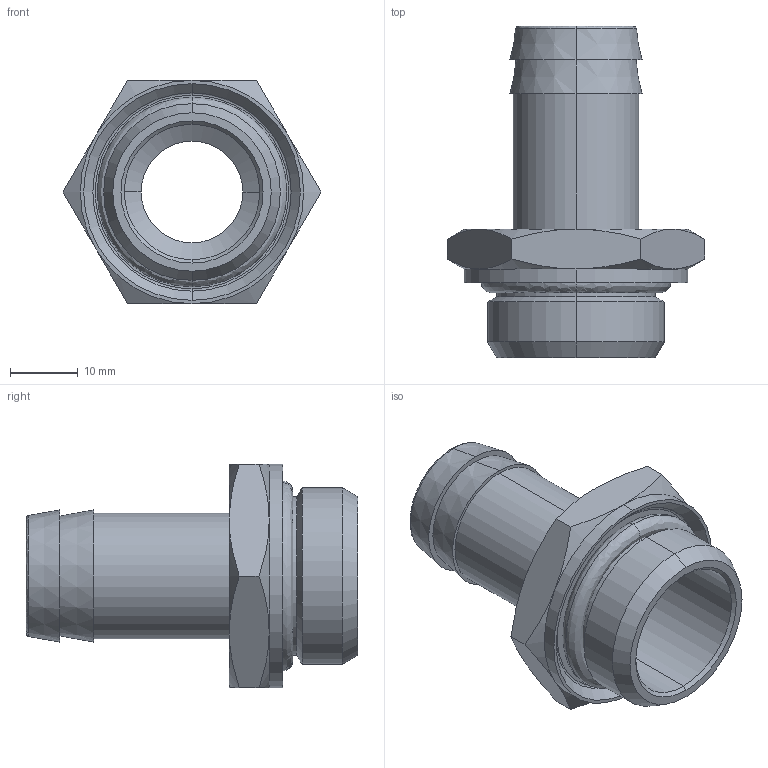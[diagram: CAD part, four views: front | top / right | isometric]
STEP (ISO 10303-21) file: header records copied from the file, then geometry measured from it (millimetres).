
FILE_DESCRIPTION (( 'STEP AP214' ), '1' );
FILE_NAME ('DRF.SP05-19_OR.STEP', '2018-09-03T13:08:38', ( '' ), ( '' ), 'SwSTEP 2.0', 'SolidWorks 2018', '' );
FILE_SCHEMA (( 'AUTOMOTIVE_DESIGN' ));
Length unit declared in the file: millimetre
Products named in the file (1): DRF.SP05-19_OR
Bounding box: 38.11 x 49 x 33 mm (x, y, z)
Volume: 10146.5 mm3; surface area: 8469.6 mm2
Topology: 2 solids, 2 shells, 61 faces, 130 edges, 76 vertices
Faces by surface type: cone 26, plane 13, cylinder 12, bspline 10
Entity records: 3098 total; most frequent: CARTESIAN_POINT 1108, DIRECTION 272, ORIENTED_EDGE 260, EDGE_CURVE 130, AXIS2_PLACEMENT_3D 120, VERTEX_POINT 76, EDGE_LOOP 68, CIRCLE 68
